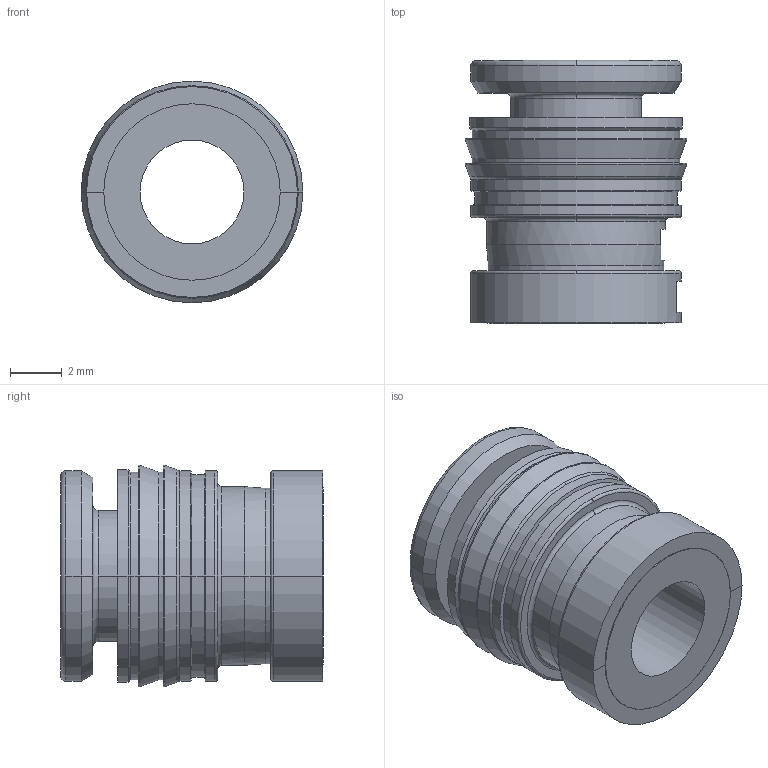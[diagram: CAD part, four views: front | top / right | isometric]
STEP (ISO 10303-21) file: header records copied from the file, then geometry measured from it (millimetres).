
FILE_DESCRIPTION(('STEP AP214'),'1');
FILE_NAME('6300_04_00.stp','2016-07-07T14:17:05',('TraceParts'),('TraceParts S.A.'),'Spatial InterOp 3D',' ',' ');
FILE_SCHEMA(('automotive_design'));
Length unit declared in the file: millimetre
Products named in the file (1): 1
Bounding box: 8.54 x 10.13 x 8.54 mm (x, y, z)
Volume: 334.9 mm3; surface area: 560.1 mm2
Topology: 1 solids, 1 shells, 74 faces, 173 edges, 107 vertices
Faces by surface type: cylinder 30, cone 18, plane 14, torus 12
Entity records: 2168 total; most frequent: DIRECTION 435, CARTESIAN_POINT 359, ORIENTED_EDGE 346, AXIS2_PLACEMENT_3D 189, EDGE_CURVE 173, CIRCLE 114, VERTEX_POINT 107, EDGE_LOOP 82
